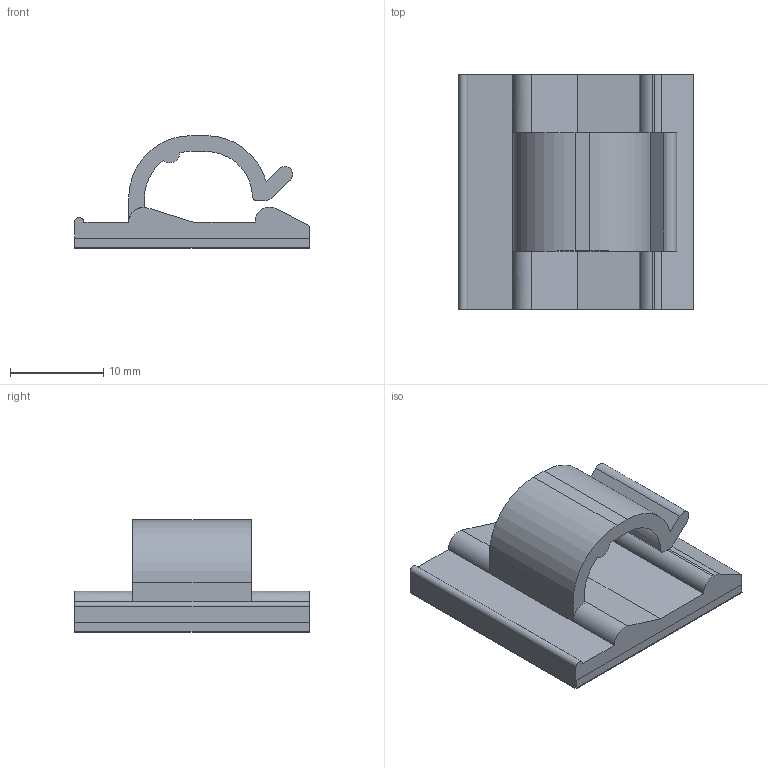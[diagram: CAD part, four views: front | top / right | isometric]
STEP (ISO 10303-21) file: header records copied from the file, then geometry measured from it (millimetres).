
FILE_DESCRIPTION(/* description */ ('Unknown'),/* implementation_level */ '2;1');
FILE_NAME(/* name */ '523236000',/* time_stamp */ '2019-02-01T12:18:41+01:00',/* author */ ('Unknown'),/* organization */ ('Unknown'),/* preprocessor_version */ 'ST-DEVELOPER v16.7',/* originating_system */ 'DEX',/* authorisation */ $);
FILE_SCHEMA (('AUTOMOTIVE_DESIGN {1 0 10303 214 3 1 1}'));
Length unit declared in the file: millimetre
Products named in the file (4): 523236000; Adhesive_tape; Release_tape
Assembly tree (3 placements, depth 2):
  523236000
    523236000
    Adhesive_tape
    Release_tape
Bounding box: 25.2 x 25.2 x 12.1 mm (x, y, z)
Volume: 2626.5 mm3; surface area: 4897.4 mm2
Topology: 3 solids, 3 shells, 45 faces, 115 edges, 76 vertices
Faces by surface type: plane 32, cylinder 13
Entity records: 1464 total; most frequent: DIRECTION 241, CARTESIAN_POINT 240, ORIENTED_EDGE 230, EDGE_CURVE 115, LINE 87, VECTOR 87, AXIS2_PLACEMENT_3D 77, VERTEX_POINT 76
